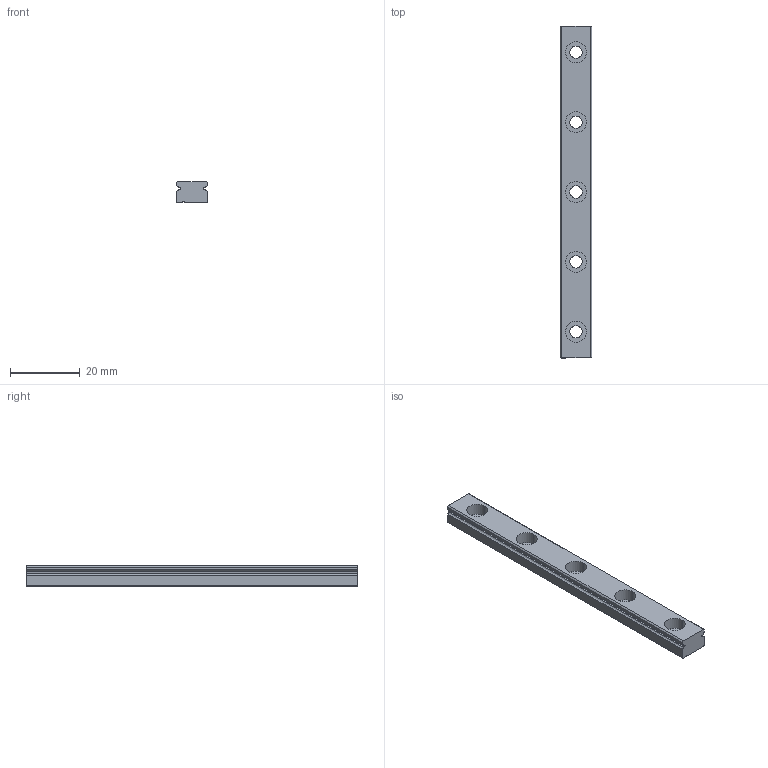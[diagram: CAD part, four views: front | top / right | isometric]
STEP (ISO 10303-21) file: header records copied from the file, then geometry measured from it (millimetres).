
FILE_DESCRIPTION (( 'STEP AP203' ), '1' );
FILE_NAME ('M9-95L.step', '2021-02-18T17:50:13', ( '' ), ( '' ), 'SwSTEP 2.0', 'SolidWorks 2019', '' );
FILE_SCHEMA (( 'CONFIG_CONTROL_DESIGN' ));
Length unit declared in the file: millimetre
Products named in the file (1): M9-95L
Bounding box: 9 x 95 x 6 mm (x, y, z)
Volume: 4287.6 mm3; surface area: 3522.5 mm2
Topology: 1 solids, 1 shells, 50 faces, 129 edges, 86 vertices
Faces by surface type: cylinder 32, plane 18
Entity records: 1654 total; most frequent: DIRECTION 295, CARTESIAN_POINT 266, ORIENTED_EDGE 258, EDGE_CURVE 129, AXIS2_PLACEMENT_3D 115, VERTEX_POINT 86, LINE 65, EDGE_LOOP 65
